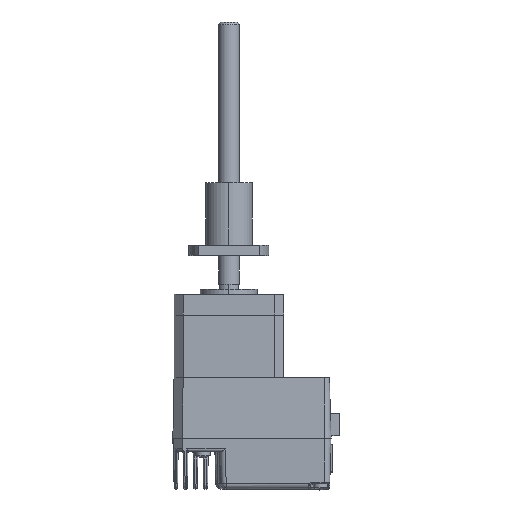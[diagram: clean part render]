
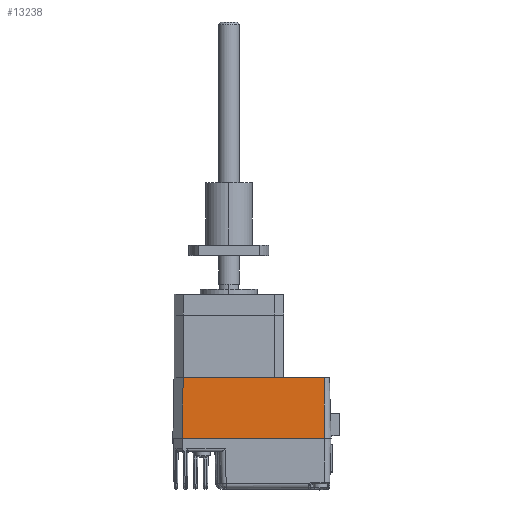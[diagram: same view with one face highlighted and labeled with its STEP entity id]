
A CAD part, top view. The second image highlights one B-rep face of the part: STEP entity #13238.
In plain terms, the highlighted planar face has unit normal (0, 0.026, 1).
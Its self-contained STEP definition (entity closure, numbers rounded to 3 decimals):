
#1177 = VERTEX_POINT ( 'NONE', #6433 ) ;
#1531 = VERTEX_POINT ( 'NONE', #6050 ) ;
#1601 = ORIENTED_EDGE ( 'NONE', *, *, #16215, .T. ) ;
#1902 = CARTESIAN_POINT ( 'NONE',  ( -14.081, -50.908, 75.65 ) ) ;
#2855 = ORIENTED_EDGE ( 'NONE', *, *, #8392, .T. ) ;
#2941 = VECTOR ( 'NONE', #6651, 1000. ) ;
#4416 = DIRECTION ( 'NONE',  ( 0., 0.026, 1. ) ) ;
#6050 = CARTESIAN_POINT ( 'NONE',  ( 40.319, -50.908, 75.65 ) ) ;
#6433 = CARTESIAN_POINT ( 'NONE',  ( -14.081, -50.908, 75.65 ) ) ;
#6651 = DIRECTION ( 'NONE',  ( -0.011, -1., 0.026 ) ) ;
#6696 = LINE ( 'NONE', #10025, #7991 ) ;
#6848 = CARTESIAN_POINT ( 'NONE',  ( 40.319, -74.408, 76.265 ) ) ;
#7991 = VECTOR ( 'NONE', #16123, 1000. ) ;
#7996 = LINE ( 'NONE', #1902, #17722 ) ;
#8392 = EDGE_CURVE ( 'NONE', #1531, #1177, #7996, .T. ) ;
#8701 = CARTESIAN_POINT ( 'NONE',  ( -14.081, -50.908, 75.65 ) ) ;
#9063 = EDGE_CURVE ( 'NONE', #13387, #1531, #6696, .T. ) ;
#9240 = EDGE_CURVE ( 'NONE', #1177, #10338, #15500, .T. ) ;
#10025 = CARTESIAN_POINT ( 'NONE',  ( 40.319, -50.908, 75.65 ) ) ;
#10084 = LINE ( 'NONE', #12818, #11838 ) ;
#10120 = DIRECTION ( 'NONE',  ( 0., -1., 0.026 ) ) ;
#10182 = PLANE ( 'NONE',  #13775 ) ;
#10314 = CARTESIAN_POINT ( 'NONE',  ( -14.336, -74.408, 76.265 ) ) ;
#10338 = VERTEX_POINT ( 'NONE', #10314 ) ;
#10687 = CARTESIAN_POINT ( 'NONE',  ( -14.081, -50.908, 75.65 ) ) ;
#10859 = EDGE_LOOP ( 'NONE', ( #2855, #12720, #1601, #16372 ) ) ;
#11527 = DIRECTION ( 'NONE',  ( -1., 0., 0. ) ) ;
#11838 = VECTOR ( 'NONE', #14237, 1000. ) ;
#12720 = ORIENTED_EDGE ( 'NONE', *, *, #9240, .T. ) ;
#12818 = CARTESIAN_POINT ( 'NONE',  ( -14.081, -74.408, 76.265 ) ) ;
#13132 = FACE_OUTER_BOUND ( 'NONE', #10859, .T. ) ;
#13238 = ADVANCED_FACE ( 'NONE', ( #13132 ), #10182, .T. ) ;
#13387 = VERTEX_POINT ( 'NONE', #6848 ) ;
#13775 = AXIS2_PLACEMENT_3D ( 'NONE', #8701, #4416, #10120 ) ;
#14237 = DIRECTION ( 'NONE',  ( 1., 0., 0. ) ) ;
#15500 = LINE ( 'NONE', #10687, #2941 ) ;
#16123 = DIRECTION ( 'NONE',  ( 0., 1., -0.026 ) ) ;
#16215 = EDGE_CURVE ( 'NONE', #10338, #13387, #10084, .T. ) ;
#16372 = ORIENTED_EDGE ( 'NONE', *, *, #9063, .T. ) ;
#17722 = VECTOR ( 'NONE', #11527, 1000. ) ;
